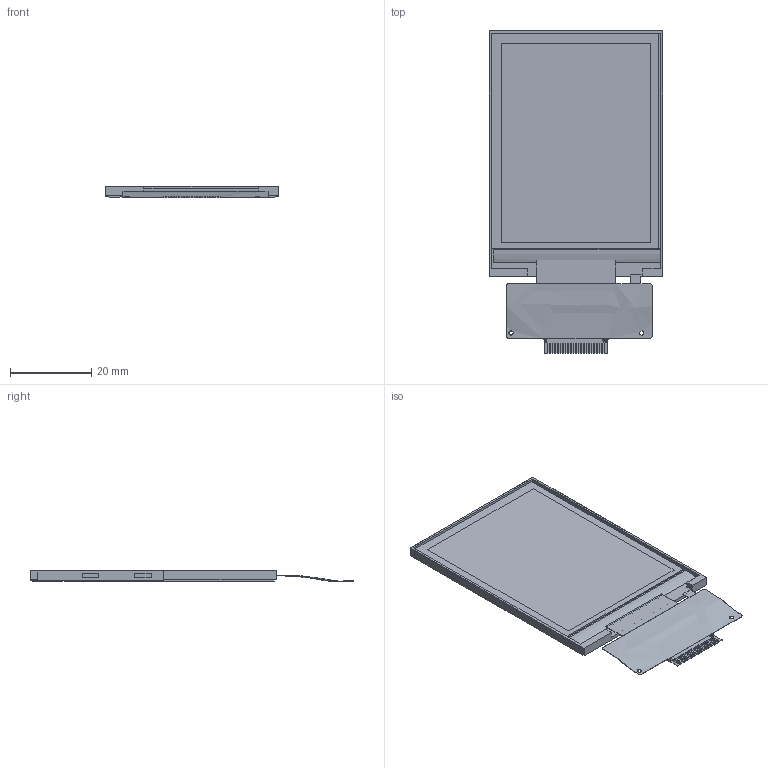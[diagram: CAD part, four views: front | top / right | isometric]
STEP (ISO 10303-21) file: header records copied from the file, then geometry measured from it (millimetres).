
FILE_DESCRIPTION(/* description */ ('Unknown'),/* implementation_level */ '2;1');
FILE_NAME(/* name */ '2.4in TFT(Without Glass)- Flat Mount',/* time_stamp */ '2018-10-30T16:56:41-04:00',/* author */ ('Unknown'),/* organization */ ('Unknown'),/* preprocessor_version */ 'ST-DEVELOPER v16.7',/* originating_system */ 'DEX',/* authorisation */ $);
FILE_SCHEMA (('AUTOMOTIVE_DESIGN {1 0 10303 214 3 1 1}'));
Length unit declared in the file: millimetre
Products named in the file (1): 2.4in TFT(Without Glass)- Flat Mount
Bounding box: 42.75 x 79.38 x 2.74 mm (x, y, z)
Volume: 4758.8 mm3; surface area: 7669.6 mm2
Topology: 1 solids, 21 shells, 485 faces, 1260 edges, 836 vertices
Faces by surface type: plane 419, bspline 57, cylinder 9
Full cylindrical faces by diameter (mm): 1.067 x2
Entity records: 20421 total; most frequent: CARTESIAN_POINT 5991, ORIENTED_EDGE 2500, DIRECTION 1764, EDGE_CURVE 1250, LINE 890, VECTOR 890, VERTEX_POINT 836, EDGE_LOOP 532
